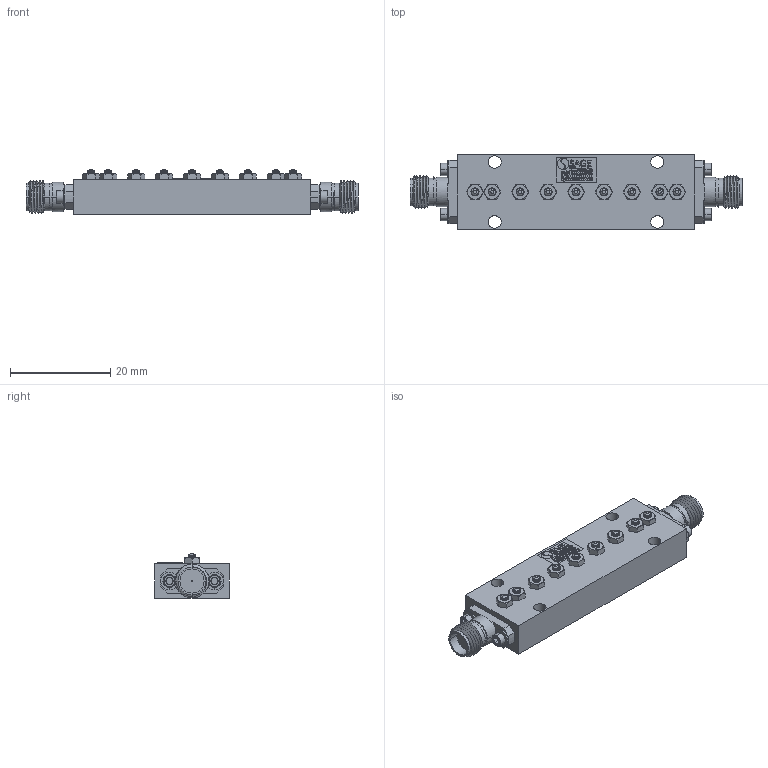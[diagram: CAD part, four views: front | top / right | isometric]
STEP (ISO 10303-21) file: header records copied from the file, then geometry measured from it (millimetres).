
FILE_DESCRIPTION (( 'STEP AP203' ), '1' );
FILE_NAME ('SCF-26301370-SFSF-B3.STEP', '2019-12-03T00:29:01', ( '' ), ( '' ), 'SwSTEP 2.0', 'SolidWorks 2016', '' );
FILE_SCHEMA (( 'CONFIG_CONTROL_DESIGN' ));
Products named in the file (1): SCF-26301370-SFSF-B3
Bounding box: 66.4 x 14.99 x 8.99 mm (x, y, z)
Volume: 5543.3 mm3; surface area: 4381.7 mm2
Topology: 32 solids, 32 shells, 2427 faces, 6221 edges, 3967 vertices
Faces by surface type: cylinder 753, plane 719, bspline 553, cone 402
Entity records: 107359 total; most frequent: CARTESIAN_POINT 55494, ORIENTED_EDGE 12442, DIRECTION 8320, EDGE_CURVE 6221, VERTEX_POINT 3967, LINE 3018, VECTOR 3018, AXIS2_PLACEMENT_3D 2651
